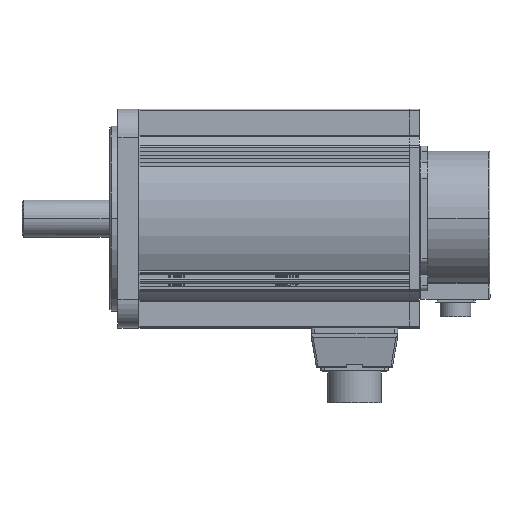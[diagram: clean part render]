
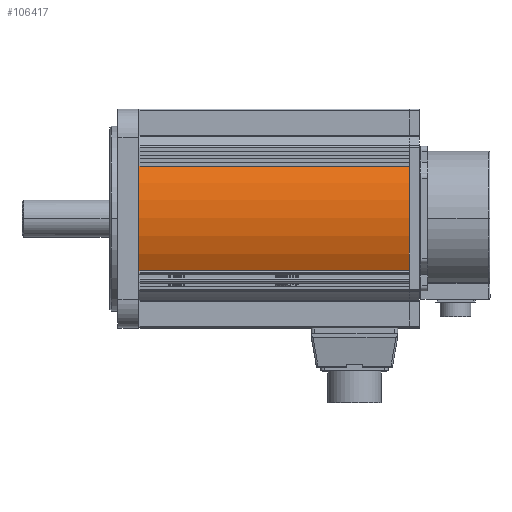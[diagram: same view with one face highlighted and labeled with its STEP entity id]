
A CAD part, top view. The second image highlights one B-rep face of the part: STEP entity #106417.
In plain terms, the highlighted cylindrical face has radius 65 mm (diameter 130 mm), a partial arc.
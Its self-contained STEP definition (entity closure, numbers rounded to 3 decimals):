
#970 = DIRECTION ( 'NONE',  ( 1., 0., 0. ) ) ;
#8034 = CARTESIAN_POINT ( 'NONE',  ( 69.5, 0., 0. ) ) ;
#8070 = ORIENTED_EDGE ( 'NONE', *, *, #47921, .F. ) ;
#9934 = CARTESIAN_POINT ( 'NONE',  ( 230., -31., 57.131 ) ) ;
#15554 = CYLINDRICAL_SURFACE ( 'NONE', #61417, 65. ) ;
#16123 = LINE ( 'NONE', #56567, #37048 ) ;
#16252 = ORIENTED_EDGE ( 'NONE', *, *, #24541, .F. ) ;
#24541 = EDGE_CURVE ( 'NONE', #56029, #115122, #79377, .T. ) ;
#26792 = LINE ( 'NONE', #122990, #46105 ) ;
#34940 = FACE_OUTER_BOUND ( 'NONE', #73660, .T. ) ;
#37048 = VECTOR ( 'NONE', #129192, 1000. ) ;
#38326 = CARTESIAN_POINT ( 'NONE',  ( 230., 31., 57.131 ) ) ;
#40924 = AXIS2_PLACEMENT_3D ( 'NONE', #52431, #970, #72706 ) ;
#46105 = VECTOR ( 'NONE', #61524, 1000. ) ;
#47921 = EDGE_CURVE ( 'NONE', #115122, #90729, #16123, .T. ) ;
#52431 = CARTESIAN_POINT ( 'NONE',  ( 230., 0., 0. ) ) ;
#56029 = VERTEX_POINT ( 'NONE', #38326 ) ;
#56567 = CARTESIAN_POINT ( 'NONE',  ( 230., -31., 57.131 ) ) ;
#61417 = AXIS2_PLACEMENT_3D ( 'NONE', #76666, #97659, #86090 ) ;
#61524 = DIRECTION ( 'NONE',  ( -1., 0., 0. ) ) ;
#62128 = CARTESIAN_POINT ( 'NONE',  ( 69.5, -31., 57.131 ) ) ;
#67878 = AXIS2_PLACEMENT_3D ( 'NONE', #8034, #110730, #121938 ) ;
#72706 = DIRECTION ( 'NONE',  ( 0., 1., 0. ) ) ;
#73660 = EDGE_LOOP ( 'NONE', ( #91468, #8070, #16252, #113815 ) ) ;
#76666 = CARTESIAN_POINT ( 'NONE',  ( 230., 0., 0. ) ) ;
#79377 = CIRCLE ( 'NONE', #40924, 65. ) ;
#86090 = DIRECTION ( 'NONE',  ( 0., -1., 0. ) ) ;
#90729 = VERTEX_POINT ( 'NONE', #62128 ) ;
#91468 = ORIENTED_EDGE ( 'NONE', *, *, #128440, .T. ) ;
#97659 = DIRECTION ( 'NONE',  ( -1., 0., 0. ) ) ;
#100958 = EDGE_CURVE ( 'NONE', #56029, #116159, #26792, .T. ) ;
#106417 = ADVANCED_FACE ( 'NONE', ( #34940 ), #15554, .T. ) ;
#110730 = DIRECTION ( 'NONE',  ( 1., 0., 0. ) ) ;
#113815 = ORIENTED_EDGE ( 'NONE', *, *, #100958, .T. ) ;
#115122 = VERTEX_POINT ( 'NONE', #9934 ) ;
#116159 = VERTEX_POINT ( 'NONE', #130717 ) ;
#119632 = CIRCLE ( 'NONE', #67878, 65. ) ;
#121938 = DIRECTION ( 'NONE',  ( 0., 1., 0. ) ) ;
#122990 = CARTESIAN_POINT ( 'NONE',  ( 230., 31., 57.131 ) ) ;
#128440 = EDGE_CURVE ( 'NONE', #116159, #90729, #119632, .T. ) ;
#129192 = DIRECTION ( 'NONE',  ( -1., 0., 0. ) ) ;
#130717 = CARTESIAN_POINT ( 'NONE',  ( 69.5, 31., 57.131 ) ) ;
